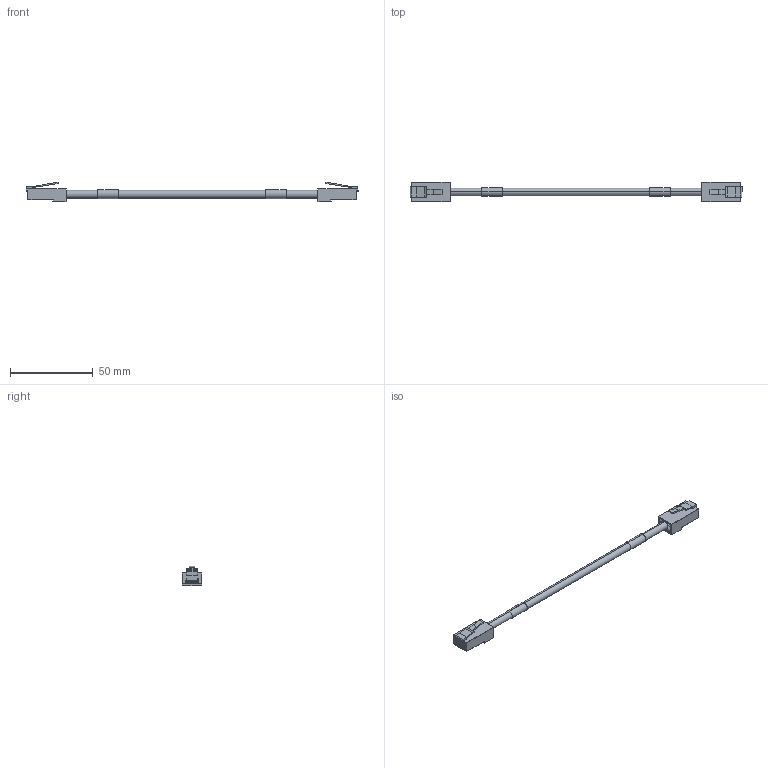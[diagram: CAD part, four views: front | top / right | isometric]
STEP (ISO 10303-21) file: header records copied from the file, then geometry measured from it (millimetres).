
FILE_DESCRIPTION (( 'STEP AP203' ), '1' );
FILE_NAME ('TRD450CR.STEP', '2006-06-13T23:00:34', ( 'lcom' ), ( 'lcom' ), 'SwSTEP 2.0', 'SolidWorks 2005204', '' );
FILE_SCHEMA (( 'CONFIG_CONTROL_DESIGN' ));
Length unit declared in the file: inch
Products named in the file (4): TRD450CR; TC2380-PROD; 1AD02-001; 1AW01-003
Assembly tree (5 placements, depth 2):
  TRD450CR
    1AW01-003  x2
    TC2380-PROD
    1AD02-001  x2
Bounding box: 201.17 x 11.68 x 11.96 mm (x, y, z)
Volume: 5562.1 mm3; surface area: 6828.2 mm2
Topology: 5 solids, 5 shells, 362 faces, 958 edges, 600 vertices
Faces by surface type: plane 202, cylinder 102, bspline 34, sphere 20, torus 4
Entity records: 7482 total; most frequent: CARTESIAN_POINT 2564, ORIENTED_EDGE 944, DIRECTION 892, EDGE_CURVE 472, VECTOR 332, LINE 332, VERTEX_POINT 302, AXIS2_PLACEMENT_3D 280
